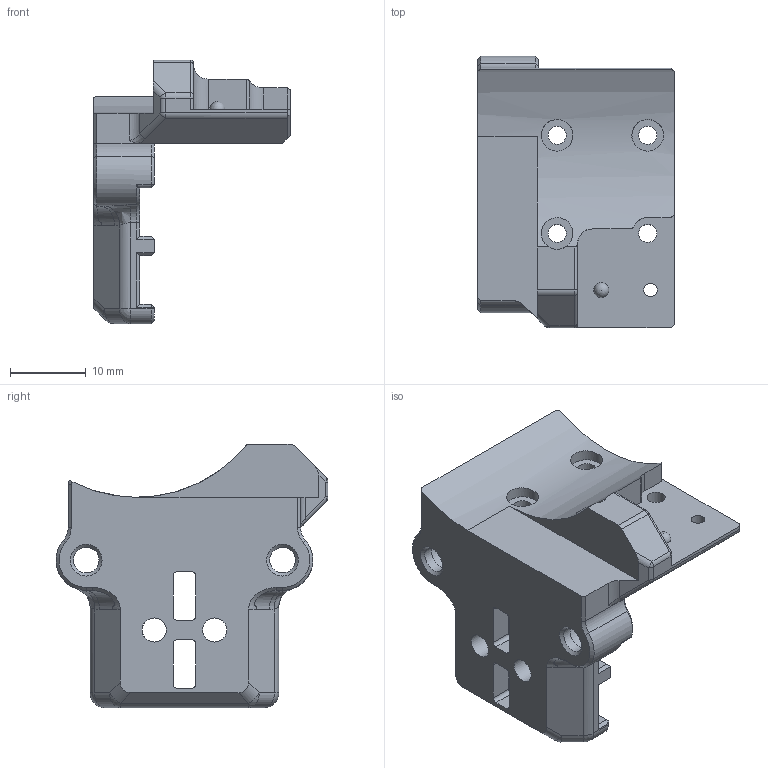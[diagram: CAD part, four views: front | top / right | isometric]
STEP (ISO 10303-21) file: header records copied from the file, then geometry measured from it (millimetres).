
FILE_DESCRIPTION(/* description */ (''),/* implementation_level */ '2;1');
FILE_NAME(/* name */ 'Mini_AfterSherpa_Orbiter_v1.5_X_Carriage.step',/* time_stamp */ '2022-03-11T11:06:36+02:00',/* author */ (''),/* organization */ (''),/* preprocessor_version */ 'ST-DEVELOPER v18.1',/* originating_system */ 'Autodesk Translation Framework v10.13.0.1454',/* authorisation */ '');
FILE_SCHEMA (('AUTOMOTIVE_DESIGN { 1 0 10303 214 3 1 1 }'));
Length unit declared in the file: millimetre
Products named in the file (1): Mini_AfterSherpa_Orbiter_v2_X_Carriage
Bounding box: 26 x 35.99 x 34.9 mm (x, y, z)
Volume: 7478.4 mm3; surface area: 4737 mm2
Topology: 1 solids, 1 shells, 249 faces, 675 edges, 422 vertices
Faces by surface type: plane 127, cylinder 70, cone 24, bspline 11, torus 10, sphere 7
Full cylindrical faces by diameter (mm): 1.8 x1, 2.4 x4, 3.2 x2, 3.4 x2, 4.2 x3, 4.7 x2
Entity records: 10455 total; most frequent: CARTESIAN_POINT 4127, ORIENTED_EDGE 1340, DIRECTION 1298, EDGE_CURVE 670, AXIS2_PLACEMENT_3D 447, VERTEX_POINT 422, LINE 404, VECTOR 404
